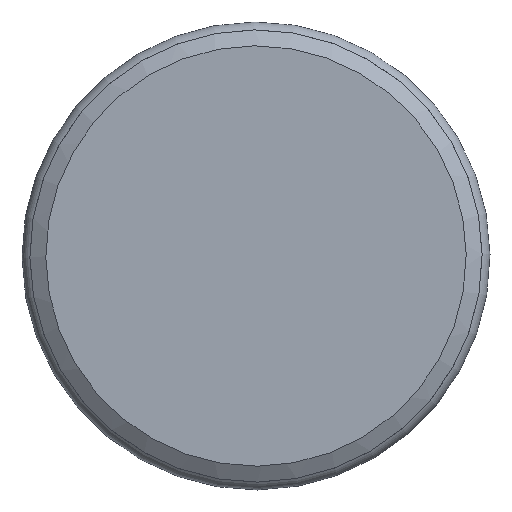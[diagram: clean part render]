
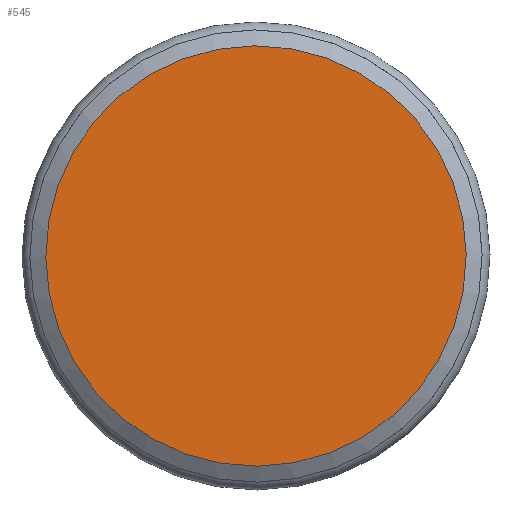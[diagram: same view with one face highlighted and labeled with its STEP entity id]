
A CAD part, front view. The second image highlights one B-rep face of the part: STEP entity #545.
In plain terms, the highlighted planar face has unit normal (0, -1, 0).
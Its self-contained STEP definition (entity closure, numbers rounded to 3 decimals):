
#76=PLANE('',#613);
#91=FACE_OUTER_BOUND('',#132,.T.);
#132=EDGE_LOOP('',(#386));
#208=CIRCLE('',#614,26.5);
#248=VERTEX_POINT('',#877);
#299=EDGE_CURVE('',#248,#248,#208,.T.);
#386=ORIENTED_EDGE('',*,*,#299,.T.);
#545=ADVANCED_FACE('',(#91),#76,.T.);
#613=AXIS2_PLACEMENT_3D('',#876,#704,#705);
#614=AXIS2_PLACEMENT_3D('',#878,#706,#707);
#704=DIRECTION('center_axis',(0.,-1.,0.));
#705=DIRECTION('ref_axis',(-0.336,0.,-0.942));
#706=DIRECTION('center_axis',(0.,-1.,0.));
#707=DIRECTION('ref_axis',(0.942,0.,-0.336));
#876=CARTESIAN_POINT('Origin',(23.731,0.,-8.461));
#877=CARTESIAN_POINT('',(-24.961,0.,8.9));
#878=CARTESIAN_POINT('Origin',(0.,0.,0.));
